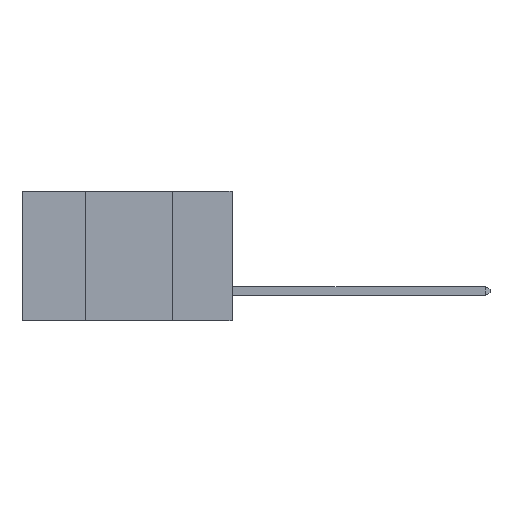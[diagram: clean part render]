
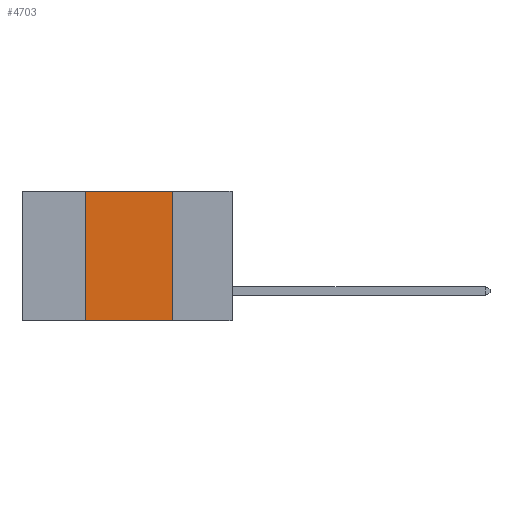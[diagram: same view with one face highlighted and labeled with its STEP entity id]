
A CAD part, left-side view. The second image highlights one B-rep face of the part: STEP entity #4703.
In plain terms, the highlighted planar face has unit normal (-1, 0, 0).
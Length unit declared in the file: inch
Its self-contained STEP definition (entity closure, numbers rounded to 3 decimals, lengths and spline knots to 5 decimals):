
#727 = VECTOR ( 'NONE', #20123, 39.37008 ) ;
#732 = VECTOR ( 'NONE', #16348, 39.37008 ) ;
#2126 = DIRECTION ( 'NONE',  ( 0., -1., 0. ) ) ;
#2870 = EDGE_CURVE ( 'NONE', #20642, #19507, #17951, .T. ) ;
#3113 = CARTESIAN_POINT ( 'NONE',  ( 0., 0.17, 0. ) ) ;
#3252 = FACE_OUTER_BOUND ( 'NONE', #9861, .T. ) ;
#3417 = VERTEX_POINT ( 'NONE', #17957 ) ;
#3696 = LINE ( 'NONE', #21100, #12338 ) ;
#4009 = DIRECTION ( 'NONE',  ( 0., 0., -1. ) ) ;
#4071 = AXIS2_PLACEMENT_3D ( 'NONE', #17645, #14321, #4009 ) ;
#4703 = ADVANCED_FACE ( 'NONE', ( #3252 ), #7404, .F. ) ;
#4942 = ORIENTED_EDGE ( 'NONE', *, *, #2870, .F. ) ;
#6721 = EDGE_CURVE ( 'NONE', #19507, #3417, #3696, .T. ) ;
#7404 = PLANE ( 'NONE',  #4071 ) ;
#8213 = CARTESIAN_POINT ( 'NONE',  ( 0., 0.6, 0. ) ) ;
#9504 = ORIENTED_EDGE ( 'NONE', *, *, #21820, .F. ) ;
#9861 = EDGE_LOOP ( 'NONE', ( #21471, #4942, #9504, #19620 ) ) ;
#9963 = LINE ( 'NONE', #18026, #732 ) ;
#12338 = VECTOR ( 'NONE', #19400, 39.37008 ) ;
#13493 = VECTOR ( 'NONE', #2126, 39.37008 ) ;
#13665 = CARTESIAN_POINT ( 'NONE',  ( 0., 0.42, -0.37 ) ) ;
#14321 = DIRECTION ( 'NONE',  ( 1., 0., 0. ) ) ;
#16348 = DIRECTION ( 'NONE',  ( 0., 0., 1. ) ) ;
#17620 = CARTESIAN_POINT ( 'NONE',  ( 0., 0.6, -0.37 ) ) ;
#17645 = CARTESIAN_POINT ( 'NONE',  ( 0., 0.6, 0. ) ) ;
#17951 = LINE ( 'NONE', #8213, #727 ) ;
#17957 = CARTESIAN_POINT ( 'NONE',  ( 0., 0.17, -0.37 ) ) ;
#18026 = CARTESIAN_POINT ( 'NONE',  ( 0., 0.42, 0. ) ) ;
#18523 = LINE ( 'NONE', #17620, #13493 ) ;
#19400 = DIRECTION ( 'NONE',  ( 0., 0., -1. ) ) ;
#19507 = VERTEX_POINT ( 'NONE', #3113 ) ;
#19620 = ORIENTED_EDGE ( 'NONE', *, *, #20995, .T. ) ;
#20061 = CARTESIAN_POINT ( 'NONE',  ( 0., 0.42, 0. ) ) ;
#20123 = DIRECTION ( 'NONE',  ( 0., -1., 0. ) ) ;
#20642 = VERTEX_POINT ( 'NONE', #20061 ) ;
#20995 = EDGE_CURVE ( 'NONE', #21435, #3417, #18523, .T. ) ;
#21100 = CARTESIAN_POINT ( 'NONE',  ( 0., 0.17, 0. ) ) ;
#21435 = VERTEX_POINT ( 'NONE', #13665 ) ;
#21471 = ORIENTED_EDGE ( 'NONE', *, *, #6721, .F. ) ;
#21820 = EDGE_CURVE ( 'NONE', #21435, #20642, #9963, .T. ) ;
